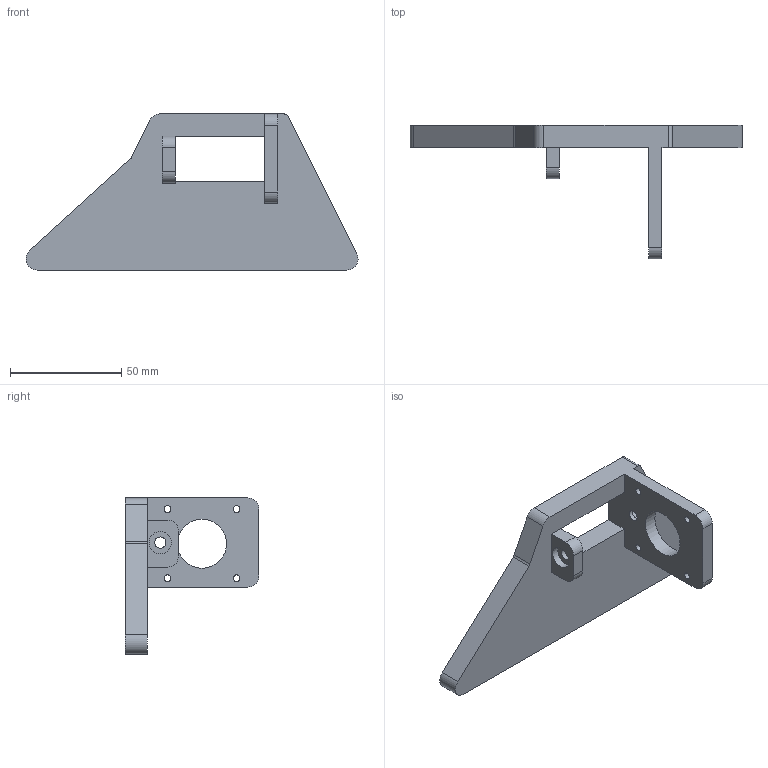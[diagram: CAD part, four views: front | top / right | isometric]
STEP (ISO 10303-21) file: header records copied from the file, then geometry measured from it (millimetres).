
FILE_DESCRIPTION(/* description */ (''),/* implementation_level */ '2;1');
FILE_NAME(/* name */ 'microcontrollers_mounting_plate_1.step',/* time_stamp */ '2025-05-16T23:46:56-04:00',/* author */ (''),/* organization */ (''),/* preprocessor_version */ 'ST-DEVELOPER v20.1',/* originating_system */ 'Autodesk Translation Framework v14.4.0.0',/* authorisation */ '');
FILE_SCHEMA (('AUTOMOTIVE_DESIGN { 1 0 10303 214 3 1 1 }'));
Length unit declared in the file: millimetre
Products named in the file (2): microcontrollers_mounting_plate_1; 5537T032_T-Slotted Framing
Assembly tree (1 placements, depth 2):
  microcontrollers_mounting_plate_1
    5537T032_T-Slotted Framing
Bounding box: 148.97 x 60 x 70 mm (x, y, z)
Volume: 75945.7 mm3; surface area: 23335 mm2
Topology: 1 solids, 1 shells, 38 faces, 104 edges, 69 vertices
Faces by surface type: plane 20, cylinder 18
Full cylindrical faces by diameter (mm): 3 x4, 5 x2, 10 x2, 22 x1
Entity records: 1301 total; most frequent: DIRECTION 222, CARTESIAN_POINT 214, ORIENTED_EDGE 208, EDGE_CURVE 104, AXIS2_PLACEMENT_3D 77, VERTEX_POINT 69, LINE 68, VECTOR 68
